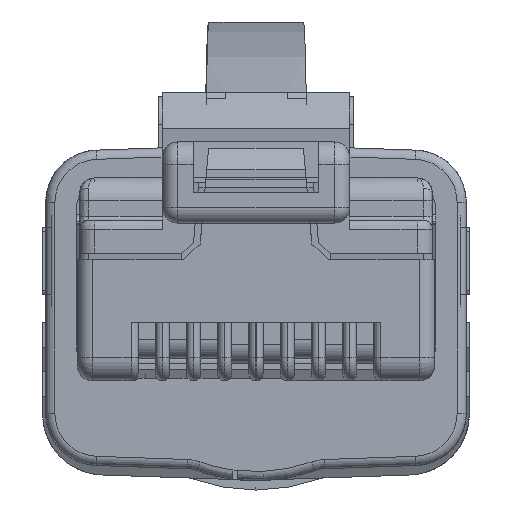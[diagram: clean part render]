
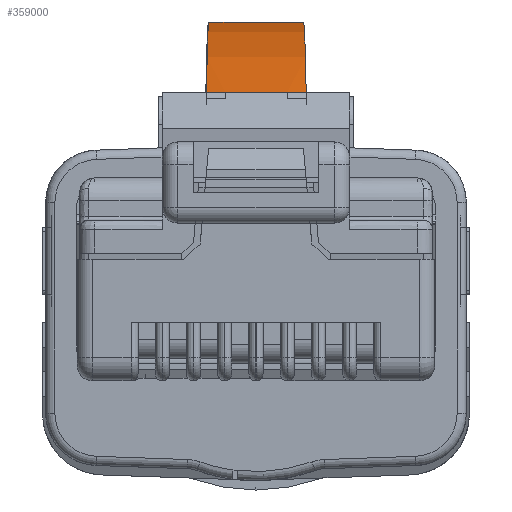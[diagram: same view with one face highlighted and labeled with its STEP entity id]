
A CAD part, front view. The second image highlights one B-rep face of the part: STEP entity #359000.
In plain terms, the highlighted cylindrical face has radius 20.4 mm (diameter 40.8 mm), a partial arc.
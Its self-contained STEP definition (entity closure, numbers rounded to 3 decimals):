
#276220=CARTESIAN_POINT('',(-1.45,7.136,
-37.176));
#276230=VERTEX_POINT('',#276220);
#276260=CARTESIAN_POINT('',(-1.53,-11.116,
-28.065));
#276270=DIRECTION('',(-1.,0.,-0.009));
#276280=DIRECTION('',(0.009,0.,-1.));
#276290=AXIS2_PLACEMENT_3D('',#276260,#276270,#276280);
#276300=ELLIPSE('',#276290,20.401,20.4);
#276310=CARTESIAN_POINT('',(-1.615,6.805,-18.32));
#276320=VERTEX_POINT('',#276310);
#276330=EDGE_CURVE('',#276320,#276230,#276300,.T.);
#293780=CARTESIAN_POINT('',(1.635,6.805,-18.32));
#293790=DIRECTION('',(1.,0.,0.));
#293800=VECTOR('',#293790,1.);
#293810=LINE('',#293780,#293800);
#293820=CARTESIAN_POINT('',(-0.99,6.805,-18.32))
;
#293830=VERTEX_POINT('',#293820);
#293840=EDGE_CURVE('',#276320,#293830,#293810,.T.);
#315020=CARTESIAN_POINT('',(-0.99,6.98,
-18.648));
#315030=VERTEX_POINT('',#315020);
#315070=CARTESIAN_POINT('',(-0.99,-11.116,
-28.065));
#315080=DIRECTION('',(1.,0.,0.));
#315090=DIRECTION('',(0.,0.,1.));
#315100=AXIS2_PLACEMENT_3D('',#315070,#315080,#315090);
#315110=CIRCLE('',#315100,20.4);
#315120=EDGE_CURVE('',#315030,#293830,#315110,.T.);
#339260=CARTESIAN_POINT('',(1.01,6.805,-18.32));
#339270=VERTEX_POINT('',#339260);
#339300=CARTESIAN_POINT('',(1.635,6.805,-18.32));
#339310=DIRECTION('',(1.,0.,0.));
#339320=VECTOR('',#339310,1.);
#339330=LINE('',#339300,#339320);
#339340=CARTESIAN_POINT('',(1.635,6.805,-18.32));
#339350=VERTEX_POINT('',#339340);
#339360=EDGE_CURVE('',#339270,#339350,#339330,.T.);
#341660=CARTESIAN_POINT('',(1.47,7.136,
-37.176));
#341670=VERTEX_POINT('',#341660);
#341700=CARTESIAN_POINT('',(1.635,7.136,
-37.176));
#341710=DIRECTION('',(1.,0.,0.));
#341720=VECTOR('',#341710,1.);
#341730=LINE('',#341700,#341720);
#341740=EDGE_CURVE('',#276230,#341670,#341730,.T.);
#345910=CARTESIAN_POINT('',(1.55,-11.116,
-28.065));
#345920=DIRECTION('',(1.,0.,-0.009));
#345930=DIRECTION('',(0.009,0.,1.));
#345940=AXIS2_PLACEMENT_3D('',#345910,#345920,#345930);
#345950=ELLIPSE('',#345940,20.401,20.4);
#345960=EDGE_CURVE('',#341670,#339350,#345950,.T.);
#358720=CARTESIAN_POINT('',(1.635,-11.116,
-28.065));
#358730=DIRECTION('',(1.,0.,0.));
#358740=DIRECTION('',(0.,0.,1.));
#358750=AXIS2_PLACEMENT_3D('',#358720,#358730,#358740);
#358760=CYLINDRICAL_SURFACE('',#358750,20.4);
#358770=ORIENTED_EDGE('',*,*,#341740,.F.);
#358780=ORIENTED_EDGE('',*,*,#345960,.F.);
#358790=ORIENTED_EDGE('',*,*,#339360,.T.);
#358800=CARTESIAN_POINT('',(1.01,-11.116,
-28.065));
#358810=DIRECTION('',(1.,0.,0.));
#358820=DIRECTION('',(0.,0.,1.));
#358830=AXIS2_PLACEMENT_3D('',#358800,#358810,#358820);
#358840=CIRCLE('',#358830,20.4);
#358850=CARTESIAN_POINT('',(1.01,6.98,
-18.648));
#358860=VERTEX_POINT('',#358850);
#358870=EDGE_CURVE('',#358860,#339270,#358840,.T.);
#358880=ORIENTED_EDGE('',*,*,#358870,.T.);
#358890=CARTESIAN_POINT('',(1.635,6.98,
-18.648));
#358900=DIRECTION('',(1.,0.,0.));
#358910=VECTOR('',#358900,1.);
#358920=LINE('',#358890,#358910);
#358930=EDGE_CURVE('',#315030,#358860,#358920,.T.);
#358940=ORIENTED_EDGE('',*,*,#358930,.T.);
#358950=ORIENTED_EDGE('',*,*,#315120,.F.);
#358960=ORIENTED_EDGE('',*,*,#293840,.T.);
#358970=ORIENTED_EDGE('',*,*,#276330,.F.);
#358980=EDGE_LOOP('',(#358970,#358960,#358950,#358940,#358880,#358790,
#358780,#358770));
#358990=FACE_OUTER_BOUND('',#358980,.T.);
#359000=ADVANCED_FACE('',(#358990),#358760,.T.);
